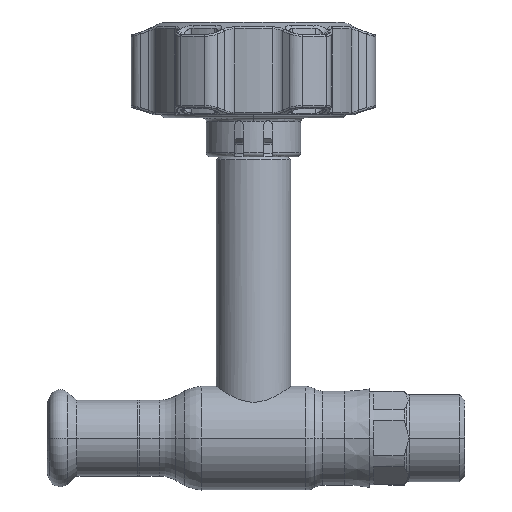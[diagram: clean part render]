
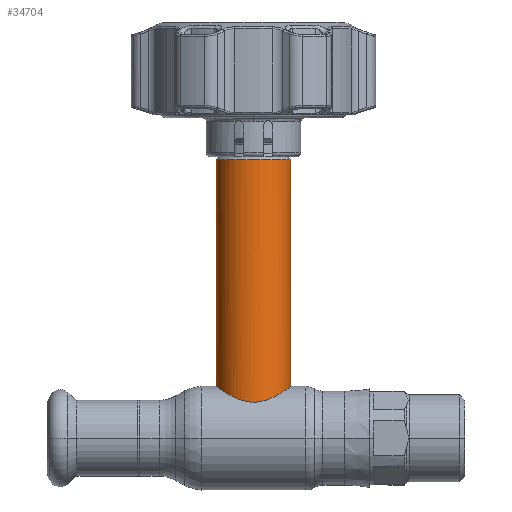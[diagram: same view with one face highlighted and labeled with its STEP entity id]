
A CAD part, top view. The second image highlights one B-rep face of the part: STEP entity #34704.
In plain terms, the highlighted cylindrical face has radius 9 mm (diameter 18 mm), a partial arc.
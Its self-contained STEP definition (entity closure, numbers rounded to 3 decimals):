
#442 = AXIS2_PLACEMENT_3D ( 'NONE', #30703, #24660, #10729 ) ;
#980 = CARTESIAN_POINT ( 'NONE',  ( 7.753, 11.632, 4.607 ) ) ;
#1171 = CARTESIAN_POINT ( 'NONE',  ( 3.784, 9.461, 8.171 ) ) ;
#1598 = DIRECTION ( 'NONE',  ( 0., -1., 0. ) ) ;
#1710 = CARTESIAN_POINT ( 'NONE',  ( 2.419, 8.987, 8.69 ) ) ;
#3745 = CARTESIAN_POINT ( 'NONE',  ( 1.225, 8.756, 8.921 ) ) ;
#3932 = CARTESIAN_POINT ( 'NONE',  ( -8.389, 12.068, 3.272 ) ) ;
#4041 = DIRECTION ( 'NONE',  ( -1., 0., 0. ) ) ;
#4127 = CARTESIAN_POINT ( 'NONE',  ( 8.874, 12.409, 1.533 ) ) ;
#4304 = CARTESIAN_POINT ( 'NONE',  ( -8.752, 12.323, 2.119 ) ) ;
#4484 = CARTESIAN_POINT ( 'NONE',  ( -7.746, 11.629, 4.592 ) ) ;
#5760 = CYLINDRICAL_SURFACE ( 'NONE', #26846, 9. ) ;
#6871 = CARTESIAN_POINT ( 'NONE',  ( 7.096, 11.206, 5.543 ) ) ;
#6928 = LINE ( 'NONE', #28367, #14473 ) ;
#7049 = CARTESIAN_POINT ( 'NONE',  ( 4.551, 9.793, 7.77 ) ) ;
#7216 = CARTESIAN_POINT ( 'NONE',  ( -2.114, 8.924, 8.753 ) ) ;
#7406 = CARTESIAN_POINT ( 'NONE',  ( -5.487, 10.257, 7.156 ) ) ;
#8121 = B_SPLINE_CURVE_WITH_KNOTS ( 'NONE', 3,
 ( #17116, #28300, #34906, #4304, #29582, #9772, #3932, #15632, #29226, #4484, #15284, #21124, #15098, #12883, #7406, #26824, #34712, #23710, #20949, #32155, #7216, #26093, #9593, #20765, #18206, #10135, #26463, #3745, #24072, #1710, #32326, #1171, #14910, #7049, #32504, #31788, #35251, #12359, #23527, #6871, #9958, #980, #15466, #29041, #18381, #4127, #21305, #12537, #12178, #26635 ),
 .UNSPECIFIED., .F., .F.,
 ( 4, 2, 2, 2, 2, 2, 2, 2, 2, 2, 2, 2, 2, 2, 2, 2, 2, 2, 2, 2, 2, 2, 2, 2, 4 ),
 ( 0., 0.002, 0.003, 0.004, 0.005, 0.006, 0.007, 0.009, 0.011, 0.012, 0.013, 0.014, 0.015, 0.016, 0.017, 0.018, 0.019, 0.02, 0.022, 0.023, 0.024, 0.026, 0.028, 0.028, 0.029 ),
 .UNSPECIFIED. ) ;
#8426 = VECTOR ( 'NONE', #17673, 1000. ) ;
#9593 = CARTESIAN_POINT ( 'NONE',  ( -1.224, 8.755, 8.922 ) ) ;
#9598 = ORIENTED_EDGE ( 'NONE', *, *, #35197, .T. ) ;
#9772 = CARTESIAN_POINT ( 'NONE',  ( -8.494, 12.14, 2.992 ) ) ;
#9958 = CARTESIAN_POINT ( 'NONE',  ( 7.268, 11.316, 5.316 ) ) ;
#10135 = CARTESIAN_POINT ( 'NONE',  ( 0.312, 8.675, 9. ) ) ;
#10294 = VERTEX_POINT ( 'NONE', #14586 ) ;
#10729 = DIRECTION ( 'NONE',  ( -1., 0., 0. ) ) ;
#11078 = FACE_OUTER_BOUND ( 'NONE', #31617, .T. ) ;
#12178 = CARTESIAN_POINT ( 'NONE',  ( 9., 12.5, 0.306 ) ) ;
#12359 = CARTESIAN_POINT ( 'NONE',  ( 6.537, 10.861, 6.192 ) ) ;
#12537 = CARTESIAN_POINT ( 'NONE',  ( 8.984, 12.489, 0.613 ) ) ;
#12883 = CARTESIAN_POINT ( 'NONE',  ( -5.93, 10.503, 6.793 ) ) ;
#14473 = VECTOR ( 'NONE', #1598, 1000. ) ;
#14586 = CARTESIAN_POINT ( 'NONE',  ( 9., 67.169, 0. ) ) ;
#14910 = CARTESIAN_POINT ( 'NONE',  ( 4.046, 9.569, 8.044 ) ) ;
#15032 = EDGE_CURVE ( 'NONE', #21534, #28013, #8121, .T. ) ;
#15098 = CARTESIAN_POINT ( 'NONE',  ( -6.736, 10.978, 5.996 ) ) ;
#15284 = CARTESIAN_POINT ( 'NONE',  ( -7.592, 11.527, 4.842 ) ) ;
#15466 = CARTESIAN_POINT ( 'NONE',  ( 8.034, 11.823, 4.099 ) ) ;
#15632 = CARTESIAN_POINT ( 'NONE',  ( -8.156, 11.907, 3.816 ) ) ;
#16477 = EDGE_CURVE ( 'NONE', #10294, #28013, #31990, .T. ) ;
#17088 = CARTESIAN_POINT ( 'NONE',  ( 0., 0., 0. ) ) ;
#17116 = CARTESIAN_POINT ( 'NONE',  ( -9., 12.5, 0. ) ) ;
#17673 = DIRECTION ( 'NONE',  ( 0., -1., 0. ) ) ;
#18206 = CARTESIAN_POINT ( 'NONE',  ( -0.301, 8.674, 9. ) ) ;
#18381 = CARTESIAN_POINT ( 'NONE',  ( 8.688, 12.277, 2.426 ) ) ;
#18806 = ORIENTED_EDGE ( 'NONE', *, *, #15032, .T. ) ;
#19162 = CIRCLE ( 'NONE', #442, 9. ) ;
#20765 = CARTESIAN_POINT ( 'NONE',  ( -0.611, 8.691, 8.985 ) ) ;
#20949 = CARTESIAN_POINT ( 'NONE',  ( -2.97, 9.165, 8.501 ) ) ;
#20963 = CARTESIAN_POINT ( 'NONE',  ( 9., 0., 0. ) ) ;
#21124 = CARTESIAN_POINT ( 'NONE',  ( -7.101, 11.208, 5.56 ) ) ;
#21305 = CARTESIAN_POINT ( 'NONE',  ( 8.921, 12.443, 1.229 ) ) ;
#21534 = VERTEX_POINT ( 'NONE', #35061 ) ;
#23070 = VERTEX_POINT ( 'NONE', #23993 ) ;
#23527 = CARTESIAN_POINT ( 'NONE',  ( 6.731, 10.979, 5.981 ) ) ;
#23710 = CARTESIAN_POINT ( 'NONE',  ( -3.248, 9.26, 8.398 ) ) ;
#23993 = CARTESIAN_POINT ( 'NONE',  ( -9., 67.169, 0. ) ) ;
#24072 = CARTESIAN_POINT ( 'NONE',  ( 1.53, 8.804, 8.874 ) ) ;
#24473 = CARTESIAN_POINT ( 'NONE',  ( 9., 12.5, 0. ) ) ;
#24660 = DIRECTION ( 'NONE',  ( 0., -1., 0. ) ) ;
#26093 = CARTESIAN_POINT ( 'NONE',  ( -1.525, 8.803, 8.875 ) ) ;
#26463 = CARTESIAN_POINT ( 'NONE',  ( 0.617, 8.691, 8.984 ) ) ;
#26635 = CARTESIAN_POINT ( 'NONE',  ( 9., 12.5, 0. ) ) ;
#26824 = CARTESIAN_POINT ( 'NONE',  ( -4.549, 9.787, 7.786 ) ) ;
#26846 = AXIS2_PLACEMENT_3D ( 'NONE', #17088, #31021, #4041 ) ;
#28013 = VERTEX_POINT ( 'NONE', #24473 ) ;
#28300 = CARTESIAN_POINT ( 'NONE',  ( -9., 12.5, 0.621 ) ) ;
#28367 = CARTESIAN_POINT ( 'NONE',  ( -9., 0., 0. ) ) ;
#29041 = CARTESIAN_POINT ( 'NONE',  ( 8.506, 12.148, 3. ) ) ;
#29226 = CARTESIAN_POINT ( 'NONE',  ( -8.027, 11.819, 4.08 ) ) ;
#29582 = CARTESIAN_POINT ( 'NONE',  ( -8.676, 12.268, 2.414 ) ) ;
#30703 = CARTESIAN_POINT ( 'NONE',  ( 0., 67.169, 0. ) ) ;
#31021 = DIRECTION ( 'NONE',  ( 0., -1., 0. ) ) ;
#31184 = ORIENTED_EDGE ( 'NONE', *, *, #35139, .T. ) ;
#31425 = ORIENTED_EDGE ( 'NONE', *, *, #16477, .F. ) ;
#31617 = EDGE_LOOP ( 'NONE', ( #31425, #9598, #31184, #18806 ) ) ;
#31788 = CARTESIAN_POINT ( 'NONE',  ( 5.496, 10.261, 7.15 ) ) ;
#31990 = LINE ( 'NONE', #20963, #8426 ) ;
#32155 = CARTESIAN_POINT ( 'NONE',  ( -2.403, 8.997, 8.678 ) ) ;
#32326 = CARTESIAN_POINT ( 'NONE',  ( 2.98, 9.159, 8.512 ) ) ;
#32504 = CARTESIAN_POINT ( 'NONE',  ( 4.793, 9.909, 7.623 ) ) ;
#34704 = ADVANCED_FACE ( 'NONE', ( #11078 ), #5760, .T. ) ;
#34712 = CARTESIAN_POINT ( 'NONE',  ( -4.05, 9.561, 8.058 ) ) ;
#34906 = CARTESIAN_POINT ( 'NONE',  ( -8.936, 12.454, 1.228 ) ) ;
#35061 = CARTESIAN_POINT ( 'NONE',  ( -9., 12.5, 0. ) ) ;
#35139 = EDGE_CURVE ( 'NONE', #23070, #21534, #6928, .T. ) ;
#35197 = EDGE_CURVE ( 'NONE', #10294, #23070, #19162, .T. ) ;
#35251 = CARTESIAN_POINT ( 'NONE',  ( 5.931, 10.503, 6.794 ) ) ;
